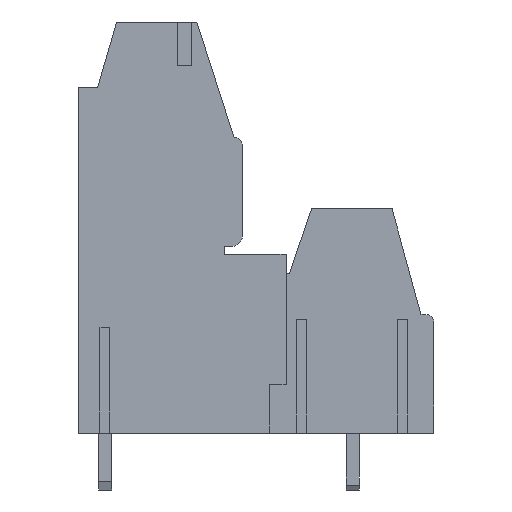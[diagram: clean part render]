
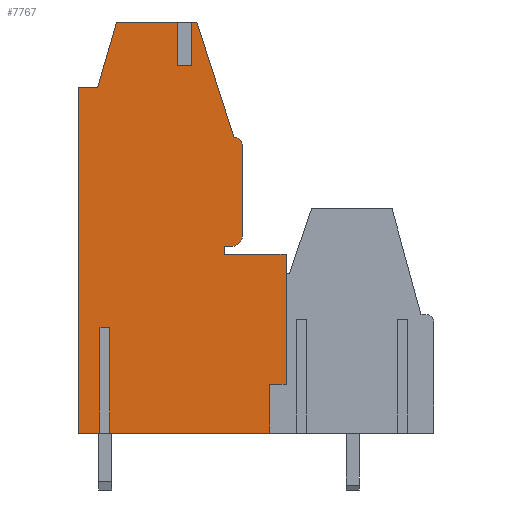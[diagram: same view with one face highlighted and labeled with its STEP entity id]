
A CAD part, left-side view. The second image highlights one B-rep face of the part: STEP entity #7767.
In plain terms, the highlighted planar face has unit normal (-1, 0, 0).
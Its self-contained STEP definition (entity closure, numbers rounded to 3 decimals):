
#204=CIRCLE('',#8306,0.6);
#205=CIRCLE('',#8307,0.5);
#1469=ORIENTED_EDGE('',*,*,#3101,.T.);
#1470=ORIENTED_EDGE('',*,*,#3102,.T.);
#1471=ORIENTED_EDGE('',*,*,#3103,.T.);
#1472=ORIENTED_EDGE('',*,*,#3104,.T.);
#1473=ORIENTED_EDGE('',*,*,#3105,.T.);
#1474=ORIENTED_EDGE('',*,*,#3017,.T.);
#1475=ORIENTED_EDGE('',*,*,#3106,.T.);
#1476=ORIENTED_EDGE('',*,*,#3107,.F.);
#1477=ORIENTED_EDGE('',*,*,#3108,.F.);
#1478=ORIENTED_EDGE('',*,*,#3013,.T.);
#1479=ORIENTED_EDGE('',*,*,#3109,.T.);
#1480=ORIENTED_EDGE('',*,*,#3110,.T.);
#1481=ORIENTED_EDGE('',*,*,#3111,.T.);
#1482=ORIENTED_EDGE('',*,*,#3095,.T.);
#1483=ORIENTED_EDGE('',*,*,#3112,.F.);
#1484=ORIENTED_EDGE('',*,*,#3113,.T.);
#1485=ORIENTED_EDGE('',*,*,#3114,.T.);
#1486=ORIENTED_EDGE('',*,*,#3091,.T.);
#1487=ORIENTED_EDGE('',*,*,#3115,.T.);
#1488=ORIENTED_EDGE('',*,*,#3116,.T.);
#1489=ORIENTED_EDGE('',*,*,#3117,.T.);
#1490=ORIENTED_EDGE('',*,*,#3118,.T.);
#1491=ORIENTED_EDGE('',*,*,#3119,.T.);
#3013=EDGE_CURVE('',#3920,#3919,#4783,.T.);
#3017=EDGE_CURVE('',#3924,#3923,#4787,.T.);
#3091=EDGE_CURVE('',#3997,#3998,#4861,.T.);
#3095=EDGE_CURVE('',#4002,#4001,#4865,.T.);
#3101=EDGE_CURVE('',#4005,#4006,#4871,.T.);
#3102=EDGE_CURVE('',#4006,#4007,#204,.T.);
#3103=EDGE_CURVE('',#4007,#4008,#4872,.T.);
#3104=EDGE_CURVE('',#4008,#4009,#205,.T.);
#3105=EDGE_CURVE('',#4009,#3924,#4873,.T.);
#3106=EDGE_CURVE('',#3923,#4010,#4874,.T.);
#3107=EDGE_CURVE('',#4011,#4010,#4875,.T.);
#3108=EDGE_CURVE('',#3920,#4011,#4876,.T.);
#3109=EDGE_CURVE('',#3919,#4012,#4877,.T.);
#3110=EDGE_CURVE('',#4012,#4013,#4878,.T.);
#3111=EDGE_CURVE('',#4013,#4002,#4879,.T.);
#3112=EDGE_CURVE('',#4014,#4001,#4880,.T.);
#3113=EDGE_CURVE('',#4014,#4015,#4881,.T.);
#3114=EDGE_CURVE('',#4015,#3997,#4882,.T.);
#3115=EDGE_CURVE('',#3998,#4016,#4883,.T.);
#3116=EDGE_CURVE('',#4016,#4017,#4884,.T.);
#3117=EDGE_CURVE('',#4017,#4018,#4885,.T.);
#3118=EDGE_CURVE('',#4018,#4019,#4886,.T.);
#3119=EDGE_CURVE('',#4019,#4005,#4887,.T.);
#3919=VERTEX_POINT('',#11767);
#3920=VERTEX_POINT('',#11769);
#3923=VERTEX_POINT('',#11775);
#3924=VERTEX_POINT('',#11777);
#3997=VERTEX_POINT('',#11925);
#3998=VERTEX_POINT('',#11926);
#4001=VERTEX_POINT('',#11932);
#4002=VERTEX_POINT('',#11934);
#4005=VERTEX_POINT('',#11944);
#4006=VERTEX_POINT('',#11945);
#4007=VERTEX_POINT('',#11947);
#4008=VERTEX_POINT('',#11949);
#4009=VERTEX_POINT('',#11951);
#4010=VERTEX_POINT('',#11954);
#4011=VERTEX_POINT('',#11956);
#4012=VERTEX_POINT('',#11959);
#4013=VERTEX_POINT('',#11961);
#4014=VERTEX_POINT('',#11964);
#4015=VERTEX_POINT('',#11966);
#4016=VERTEX_POINT('',#11969);
#4017=VERTEX_POINT('',#11971);
#4018=VERTEX_POINT('',#11973);
#4019=VERTEX_POINT('',#11975);
#4783=LINE('',#11768,#5801);
#4787=LINE('',#11776,#5805);
#4861=LINE('',#11924,#5879);
#4865=LINE('',#11933,#5883);
#4871=LINE('',#11943,#5889);
#4872=LINE('',#11948,#5890);
#4873=LINE('',#11952,#5891);
#4874=LINE('',#11953,#5892);
#4875=LINE('',#11955,#5893);
#4876=LINE('',#11957,#5894);
#4877=LINE('',#11958,#5895);
#4878=LINE('',#11960,#5896);
#4879=LINE('',#11962,#5897);
#4880=LINE('',#11963,#5898);
#4881=LINE('',#11965,#5899);
#4882=LINE('',#11967,#5900);
#4883=LINE('',#11968,#5901);
#4884=LINE('',#11970,#5902);
#4885=LINE('',#11972,#5903);
#4886=LINE('',#11974,#5904);
#4887=LINE('',#11976,#5905);
#5801=VECTOR('',#9613,1000.);
#5805=VECTOR('',#9617,1000.);
#5879=VECTOR('',#9693,1000.);
#5883=VECTOR('',#9697,1000.);
#5889=VECTOR('',#9705,1000.);
#5890=VECTOR('',#9708,1000.);
#5891=VECTOR('',#9711,1000.);
#5892=VECTOR('',#9712,1000.);
#5893=VECTOR('',#9713,1000.);
#5894=VECTOR('',#9714,1000.);
#5895=VECTOR('',#9715,1000.);
#5896=VECTOR('',#9716,1000.);
#5897=VECTOR('',#9717,1000.);
#5898=VECTOR('',#9718,1000.);
#5899=VECTOR('',#9719,1000.);
#5900=VECTOR('',#9720,1000.);
#5901=VECTOR('',#9721,1000.);
#5902=VECTOR('',#9722,1000.);
#5903=VECTOR('',#9723,1000.);
#5904=VECTOR('',#9724,1000.);
#5905=VECTOR('',#9725,1000.);
#6528=EDGE_LOOP('',(#1469,#1470,#1471,#1472,#1473,#1474,#1475,#1476,#1477,
#1478,#1479,#1480,#1481,#1482,#1483,#1484,#1485,#1486,#1487,#1488,#1489,
#1490,#1491));
#6984=FACE_BOUND('',#6528,.T.);
#7380=PLANE('',#8305);
#7767=ADVANCED_FACE('',(#6984),#7380,.T.);
#8305=AXIS2_PLACEMENT_3D('',#11942,#9703,#9704);
#8306=AXIS2_PLACEMENT_3D('',#11946,#9706,#9707);
#8307=AXIS2_PLACEMENT_3D('',#11950,#9709,#9710);
#9613=DIRECTION('',(0.,1.,0.));
#9617=DIRECTION('',(0.,1.,0.));
#9693=DIRECTION('',(0.,-1.,0.));
#9697=DIRECTION('',(0.,-1.,0.));
#9703=DIRECTION('',(-1.,0.,0.));
#9704=DIRECTION('',(0.,0.,1.));
#9705=DIRECTION('',(0.,-1.,0.));
#9706=DIRECTION('',(-1.,0.,0.));
#9707=DIRECTION('',(0.,0.,1.));
#9708=DIRECTION('',(0.,0.,1.));
#9709=DIRECTION('',(-1.,0.,0.));
#9710=DIRECTION('',(0.,0.,1.));
#9711=DIRECTION('',(0.,0.306,0.952));
#9712=DIRECTION('',(0.,0.,-1.));
#9713=DIRECTION('',(0.,-1.,0.));
#9714=DIRECTION('',(0.,0.,-1.));
#9715=DIRECTION('',(0.,0.281,-0.96));
#9716=DIRECTION('',(0.,1.,0.));
#9717=DIRECTION('',(0.,0.,-1.));
#9718=DIRECTION('',(0.,0.,-1.));
#9719=DIRECTION('',(0.,-1.,0.));
#9720=DIRECTION('',(0.,0.,-1.));
#9721=DIRECTION('',(0.,0.,1.));
#9722=DIRECTION('',(0.,-1.,0.));
#9723=DIRECTION('',(0.,0.,1.));
#9724=DIRECTION('',(0.,1.,0.));
#9725=DIRECTION('',(0.,0.,1.));
#11767=CARTESIAN_POINT('',(-7.5,2.472,10.45));
#11768=CARTESIAN_POINT('',(-7.5,-2.472,10.45));
#11769=CARTESIAN_POINT('',(-7.5,-1.408,10.45));
#11775=CARTESIAN_POINT('',(-7.5,-2.008,10.45));
#11776=CARTESIAN_POINT('',(-7.5,-2.472,10.45));
#11777=CARTESIAN_POINT('',(-7.5,-2.472,10.45));
#11924=CARTESIAN_POINT('',(-7.5,-6.958,-14.85));
#11925=CARTESIAN_POINT('',(-7.5,2.892,-14.85));
#11926=CARTESIAN_POINT('',(-7.5,-6.958,-14.85));
#11932=CARTESIAN_POINT('',(-7.5,3.492,-14.85));
#11933=CARTESIAN_POINT('',(-7.5,-6.958,-14.85));
#11934=CARTESIAN_POINT('',(-7.5,4.842,-14.85));
#11942=CARTESIAN_POINT('',(-7.5,0.,0.));
#11943=CARTESIAN_POINT('',(-7.5,-4.158,-3.35));
#11944=CARTESIAN_POINT('',(-7.5,-4.158,-3.35));
#11945=CARTESIAN_POINT('',(-7.5,-4.658,-3.35));
#11946=CARTESIAN_POINT('',(-7.5,-4.658,-2.75));
#11947=CARTESIAN_POINT('',(-7.5,-5.258,-2.75));
#11948=CARTESIAN_POINT('',(-7.5,-5.258,-3.35));
#11949=CARTESIAN_POINT('',(-7.5,-5.258,2.85));
#11950=CARTESIAN_POINT('',(-7.5,-4.758,2.85));
#11951=CARTESIAN_POINT('',(-7.5,-4.758,3.35));
#11952=CARTESIAN_POINT('',(-7.5,-2.472,10.45));
#11953=CARTESIAN_POINT('',(-7.5,-2.008,43.007));
#11954=CARTESIAN_POINT('',(-7.5,-2.008,7.75));
#11955=CARTESIAN_POINT('',(-7.5,-1.408,7.75));
#11956=CARTESIAN_POINT('',(-7.5,-1.408,7.75));
#11957=CARTESIAN_POINT('',(-7.5,-1.408,43.007));
#11958=CARTESIAN_POINT('',(-7.5,3.642,6.45));
#11959=CARTESIAN_POINT('',(-7.5,3.642,6.45));
#11960=CARTESIAN_POINT('',(-7.5,4.842,6.45));
#11961=CARTESIAN_POINT('',(-7.5,4.842,6.45));
#11962=CARTESIAN_POINT('',(-7.5,4.842,-14.85));
#11963=CARTESIAN_POINT('',(-7.5,3.492,-8.35));
#11964=CARTESIAN_POINT('',(-7.5,3.492,-8.35));
#11965=CARTESIAN_POINT('',(-7.5,3.492,-8.35));
#11966=CARTESIAN_POINT('',(-7.5,2.892,-8.35));
#11967=CARTESIAN_POINT('',(-7.5,2.892,-8.35));
#11968=CARTESIAN_POINT('',(-7.5,-6.958,-11.85));
#11969=CARTESIAN_POINT('',(-7.5,-6.958,-11.85));
#11970=CARTESIAN_POINT('',(-7.5,-7.958,-11.85));
#11971=CARTESIAN_POINT('',(-7.5,-7.958,-11.85));
#11972=CARTESIAN_POINT('',(-7.5,-7.958,-3.85));
#11973=CARTESIAN_POINT('',(-7.5,-7.958,-3.85));
#11974=CARTESIAN_POINT('',(-7.5,-4.158,-3.85));
#11975=CARTESIAN_POINT('',(-7.5,-4.158,-3.85));
#11976=CARTESIAN_POINT('',(-7.5,-4.158,-3.35));
